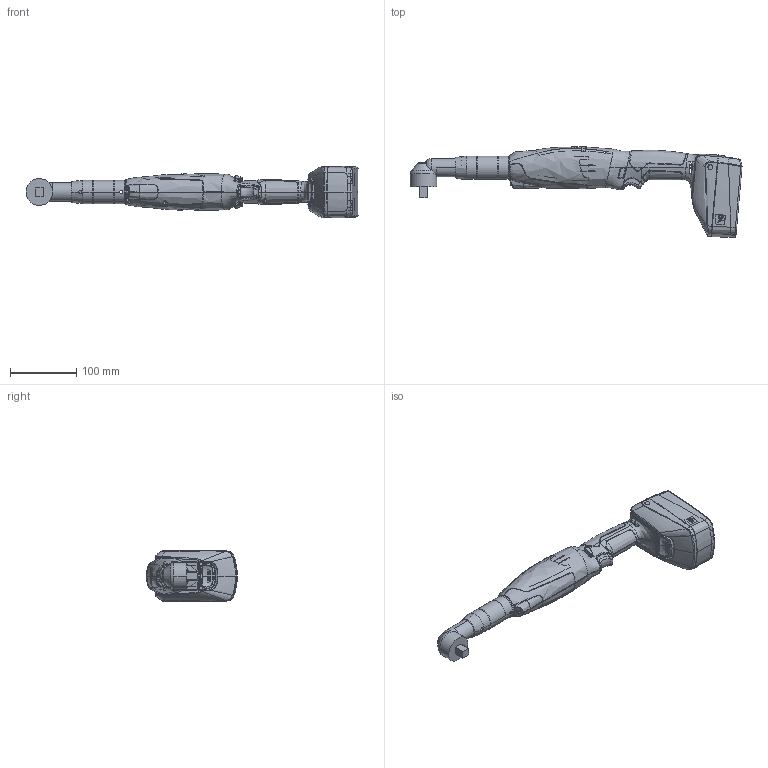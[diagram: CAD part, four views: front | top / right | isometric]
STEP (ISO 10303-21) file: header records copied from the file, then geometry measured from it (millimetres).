
FILE_DESCRIPTION((''),'2;1');
FILE_NAME('6916_ASW18_GEN_01101__SW0001','2016-05-13T',('vardar'),(''),'PRO/ENGINEER BY PARAMETRIC TECHNOLOGY CORPORATION, 2015110','PRO/ENGINEER BY PARAMETRIC TECHNOLOGY CORPORATION, 2015110','');
FILE_SCHEMA(('AUTOMOTIVE_DESIGN { 1 0 10303 214 1 1 1 1 }'));
Length unit declared in the file: millimetre
Products named in the file (1): 6916_ASW18_GEN_01101__SW0001
Bounding box: 502.61 x 137.59 x 78.62 mm (x, y, z)
Surface area: 134793.9 mm2 (no closed solid volume)
Topology: 0 solids, 94 shells, 720 faces, 3122 edges, 2408 vertices
Faces by surface type: bspline 495, cylinder 66, plane 65, cone 40, torus 39, sphere 7, extrusion 6, revolution 2
Entity records: 92402 total; most frequent: CARTESIAN_POINT 68770, ORIENTED_EDGE 4274, EDGE_CURVE 3118, VERTEX_POINT 2408, B_SPLINE_CURVE_WITH_KNOTS 2243, DIRECTION 1757, EDGE_LOOP 720, FACE_OUTER_BOUND 720
